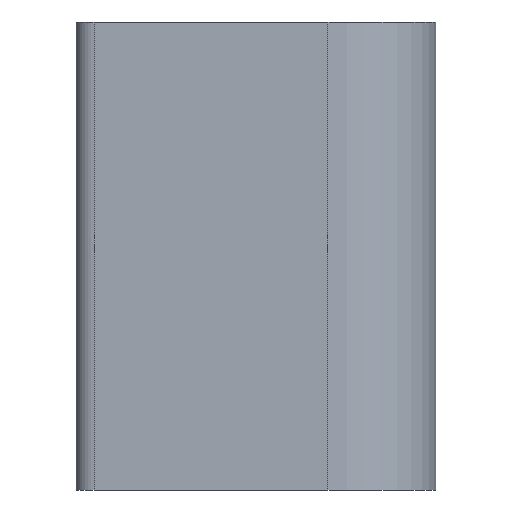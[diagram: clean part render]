
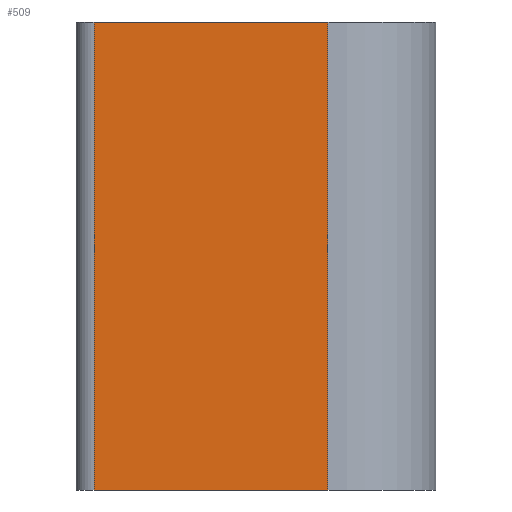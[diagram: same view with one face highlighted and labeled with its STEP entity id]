
A CAD part, front view. The second image highlights one B-rep face of the part: STEP entity #509.
In plain terms, the highlighted planar face has unit normal (0, -1, 0).
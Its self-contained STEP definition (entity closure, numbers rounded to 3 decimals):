
#24=PLANE('',#570);
#44=LINE('',#958,#77);
#54=LINE('',#990,#87);
#55=LINE('',#993,#88);
#59=LINE('',#1001,#92);
#77=VECTOR('',#674,19.5);
#87=VECTOR('',#704,19.5);
#88=VECTOR('',#709,39.);
#92=VECTOR('',#721,39.);
#149=FACE_OUTER_BOUND('',#190,.T.);
#190=EDGE_LOOP('',(#462,#463,#464,#465));
#245=VERTEX_POINT('',#955);
#246=VERTEX_POINT('',#957);
#257=VERTEX_POINT('',#987);
#258=VERTEX_POINT('',#989);
#305=EDGE_CURVE('',#245,#246,#44,.T.);
#321=EDGE_CURVE('',#257,#258,#54,.T.);
#323=EDGE_CURVE('',#245,#258,#55,.T.);
#327=EDGE_CURVE('',#257,#246,#59,.T.);
#462=ORIENTED_EDGE('',*,*,#327,.T.);
#463=ORIENTED_EDGE('',*,*,#305,.F.);
#464=ORIENTED_EDGE('',*,*,#323,.T.);
#465=ORIENTED_EDGE('',*,*,#321,.F.);
#509=ADVANCED_FACE('',(#149),#24,.T.);
#570=AXIS2_PLACEMENT_3D('',#1002,#722,#723);
#674=DIRECTION('',(1.,0.,0.));
#704=DIRECTION('',(-1.,0.,0.));
#709=DIRECTION('',(0.,0.,-1.));
#721=DIRECTION('',(0.,0.,1.));
#722=DIRECTION('center_axis',(0.,-1.,0.));
#723=DIRECTION('ref_axis',(1.,0.,0.));
#955=CARTESIAN_POINT('',(-9.75,-35.,19.5));
#957=CARTESIAN_POINT('',(9.75,-35.,19.5));
#958=CARTESIAN_POINT('',(-9.75,-35.,19.5));
#987=CARTESIAN_POINT('',(9.75,-35.,-19.5));
#989=CARTESIAN_POINT('',(-9.75,-35.,-19.5));
#990=CARTESIAN_POINT('',(-9.75,-35.,-19.5));
#993=CARTESIAN_POINT('',(-9.75,-35.,0.));
#1001=CARTESIAN_POINT('',(9.75,-35.,0.));
#1002=CARTESIAN_POINT('Origin',(-9.75,-35.,0.));
